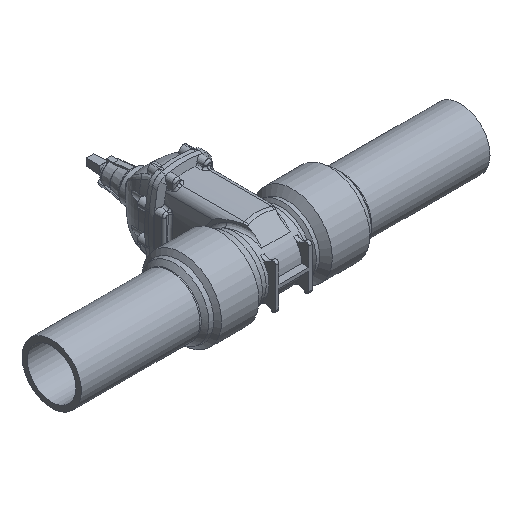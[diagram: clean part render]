
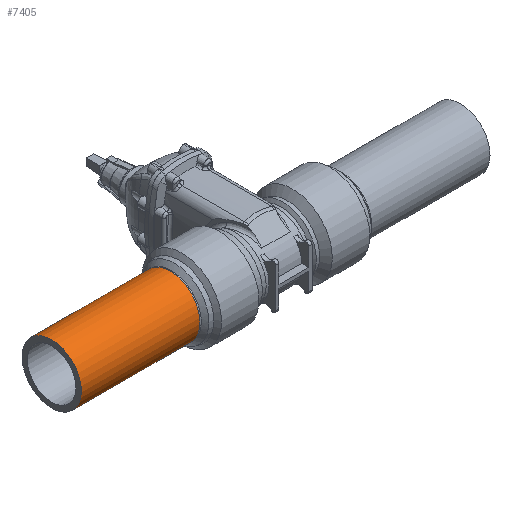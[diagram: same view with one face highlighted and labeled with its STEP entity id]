
A CAD part, isometric view. The second image highlights one B-rep face of the part: STEP entity #7405.
In plain terms, the highlighted cylindrical face has radius 80 mm (diameter 160 mm), a full revolution.
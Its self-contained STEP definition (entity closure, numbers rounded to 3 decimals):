
#2665 = VERTEX_POINT ( 'NONE', #13125 ) ;
#2687 = VERTEX_POINT ( 'NONE', #13121 ) ;
#4324 = EDGE_CURVE ( 'NONE', #2687, #2687, #5513, .T. ) ;
#4326 = EDGE_CURVE ( 'NONE', #2665, #2665, #4938, .T. ) ;
#4563 = DIRECTION ( 'NONE',  ( 0., -0.924, -0.382 ) ) ;
#4564 = DIRECTION ( 'NONE',  ( 1., 0., 0. ) ) ;
#4567 = CARTESIAN_POINT ( 'NONE',  ( 24.213, 0., 0. ) ) ;
#4938 = CIRCLE ( 'NONE', #11008, 80. ) ;
#5069 = FACE_OUTER_BOUND ( 'NONE', #6719, .T. ) ;
#5211 = CYLINDRICAL_SURFACE ( 'NONE', #11094, 80. ) ;
#5286 = FACE_OUTER_BOUND ( 'NONE', #6683, .T. ) ;
#5513 = CIRCLE ( 'NONE', #11006, 80. ) ;
#6683 = EDGE_LOOP ( 'NONE', ( #10037 ) ) ;
#6719 = EDGE_LOOP ( 'NONE', ( #10254 ) ) ;
#7405 = ADVANCED_FACE ( 'NONE', ( #5286, #5069 ), #5211, .T. ) ;
#10037 = ORIENTED_EDGE ( 'NONE', *, *, #4326, .T. ) ;
#10254 = ORIENTED_EDGE ( 'NONE', *, *, #4324, .F. ) ;
#10390 = CARTESIAN_POINT ( 'NONE',  ( -230.908, 0., 0. ) ) ;
#10391 = DIRECTION ( 'NONE',  ( 1., 0., 0. ) ) ;
#10392 = DIRECTION ( 'NONE',  ( 0., -0.924, -0.382 ) ) ;
#10397 = CARTESIAN_POINT ( 'NONE',  ( -550.5, 0., 0. ) ) ;
#10398 = DIRECTION ( 'NONE',  ( 1., 0., 0. ) ) ;
#10399 = DIRECTION ( 'NONE',  ( 0., -0.924, -0.382 ) ) ;
#11006 = AXIS2_PLACEMENT_3D ( 'NONE', #10390, #10391, #10392 ) ;
#11008 = AXIS2_PLACEMENT_3D ( 'NONE', #10397, #10398, #10399 ) ;
#11094 = AXIS2_PLACEMENT_3D ( 'NONE', #4567, #4564, #4563 ) ;
#13121 = CARTESIAN_POINT ( 'NONE',  ( -230.908, -73.938, -30.548 ) ) ;
#13125 = CARTESIAN_POINT ( 'NONE',  ( -550.5, -73.938, -30.548 ) ) ;
